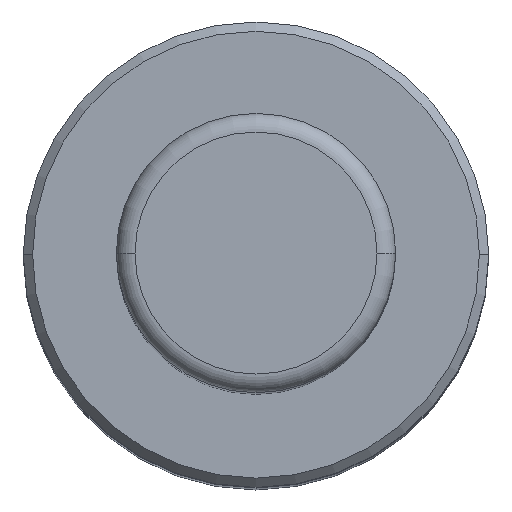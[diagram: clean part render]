
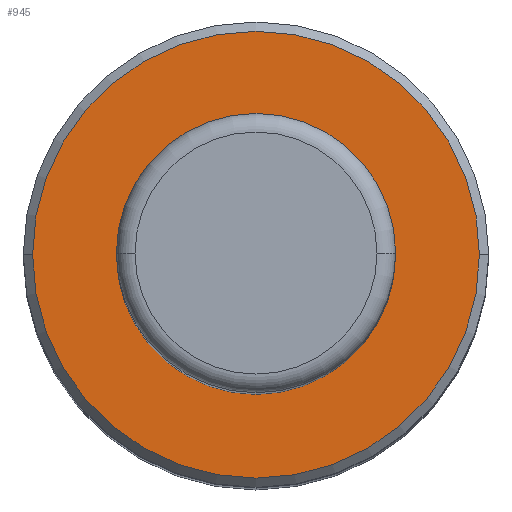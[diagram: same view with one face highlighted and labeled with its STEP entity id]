
A CAD part, top view. The second image highlights one B-rep face of the part: STEP entity #945.
In plain terms, the highlighted planar face has unit normal (0, 0, 1).
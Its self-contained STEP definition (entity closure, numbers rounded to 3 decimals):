
#25 = CARTESIAN_POINT ( 'NONE',  ( -12., 0., 79. ) ) ;
#40 = AXIS2_PLACEMENT_3D ( 'NONE', #191, #542, #627 ) ;
#191 = CARTESIAN_POINT ( 'NONE',  ( 0., 0., 79. ) ) ;
#205 = CARTESIAN_POINT ( 'NONE',  ( 12., 0., 79. ) ) ;
#222 = EDGE_CURVE ( 'NONE', #1019, #534, #280, .T. ) ;
#260 = DIRECTION ( 'NONE',  ( 1., 0., 0. ) ) ;
#279 = CIRCLE ( 'NONE', #288, 12. ) ;
#280 = CIRCLE ( 'NONE', #628, 7.5 ) ;
#288 = AXIS2_PLACEMENT_3D ( 'NONE', #684, #948, #260 ) ;
#333 = ORIENTED_EDGE ( 'NONE', *, *, #222, .T. ) ;
#339 = VERTEX_POINT ( 'NONE', #205 ) ;
#355 = CARTESIAN_POINT ( 'NONE',  ( 0., 0., 79. ) ) ;
#410 = AXIS2_PLACEMENT_3D ( 'NONE', #501, #828, #414 ) ;
#414 = DIRECTION ( 'NONE',  ( 1., 0., 0. ) ) ;
#438 = CIRCLE ( 'NONE', #40, 7.5 ) ;
#453 = CIRCLE ( 'NONE', #671, 12. ) ;
#474 = EDGE_LOOP ( 'NONE', ( #333, #878 ) ) ;
#501 = CARTESIAN_POINT ( 'NONE',  ( -7.5, 0., 79. ) ) ;
#534 = VERTEX_POINT ( 'NONE', #962 ) ;
#539 = VERTEX_POINT ( 'NONE', #25 ) ;
#542 = DIRECTION ( 'NONE',  ( 0., 0., -1. ) ) ;
#627 = DIRECTION ( 'NONE',  ( -1., 0., 0. ) ) ;
#628 = AXIS2_PLACEMENT_3D ( 'NONE', #355, #754, #940 ) ;
#664 = EDGE_CURVE ( 'NONE', #534, #1019, #438, .T. ) ;
#668 = FACE_BOUND ( 'NONE', #474, .T. ) ;
#670 = DIRECTION ( 'NONE',  ( 1., 0., 0. ) ) ;
#671 = AXIS2_PLACEMENT_3D ( 'NONE', #743, #1094, #670 ) ;
#684 = CARTESIAN_POINT ( 'NONE',  ( 0., 0., 79. ) ) ;
#723 = ORIENTED_EDGE ( 'NONE', *, *, #882, .T. ) ;
#743 = CARTESIAN_POINT ( 'NONE',  ( 0., 0., 79. ) ) ;
#754 = DIRECTION ( 'NONE',  ( 0., 0., -1. ) ) ;
#809 = ORIENTED_EDGE ( 'NONE', *, *, #1030, .T. ) ;
#819 = EDGE_LOOP ( 'NONE', ( #723, #809 ) ) ;
#828 = DIRECTION ( 'NONE',  ( 0., 0., 1. ) ) ;
#854 = CARTESIAN_POINT ( 'NONE',  ( -7.5, 0., 79. ) ) ;
#878 = ORIENTED_EDGE ( 'NONE', *, *, #664, .T. ) ;
#882 = EDGE_CURVE ( 'NONE', #539, #339, #453, .T. ) ;
#926 = PLANE ( 'NONE',  #410 ) ;
#940 = DIRECTION ( 'NONE',  ( -1., 0., 0. ) ) ;
#945 = ADVANCED_FACE ( 'NONE', ( #951, #668 ), #926, .T. ) ;
#948 = DIRECTION ( 'NONE',  ( 0., 0., 1. ) ) ;
#951 = FACE_OUTER_BOUND ( 'NONE', #819, .T. ) ;
#962 = CARTESIAN_POINT ( 'NONE',  ( 7.5, 0., 79. ) ) ;
#1019 = VERTEX_POINT ( 'NONE', #854 ) ;
#1030 = EDGE_CURVE ( 'NONE', #339, #539, #279, .T. ) ;
#1094 = DIRECTION ( 'NONE',  ( 0., 0., 1. ) ) ;
